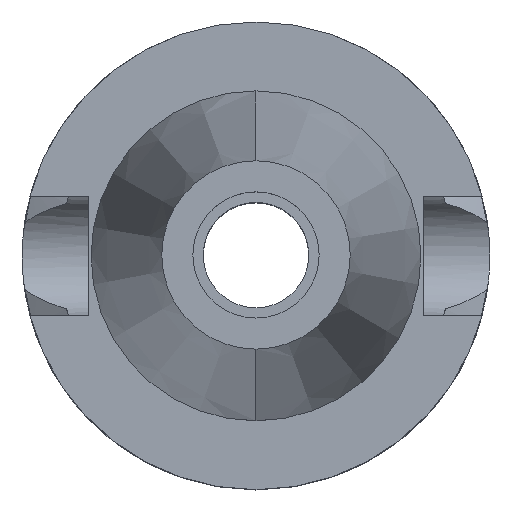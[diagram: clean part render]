
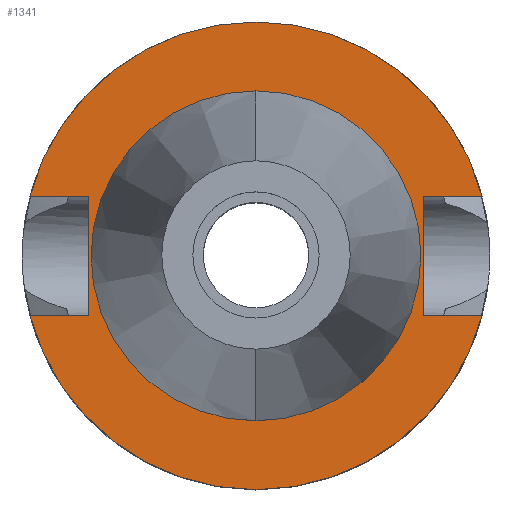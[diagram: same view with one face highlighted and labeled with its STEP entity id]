
A CAD part, top view. The second image highlights one B-rep face of the part: STEP entity #1341.
In plain terms, the highlighted planar face has unit normal (0, 0, 1).
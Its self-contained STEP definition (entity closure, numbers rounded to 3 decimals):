
#94=DIRECTION('',(0.,1.,0.));
#95=VECTOR('',#94,16.1);
#96=CARTESIAN_POINT('',(-22.5,-8.05,-1.));
#97=LINE('',#96,#95);
#101=DIRECTION('',(-1.,0.,0.));
#102=VECTOR('',#101,7.954);
#103=CARTESIAN_POINT('',(-22.5,8.05,-1.));
#104=LINE('',#103,#102);
#108=CARTESIAN_POINT('',(0.,0.,-1.));
#109=DIRECTION('',(0.,0.,-1.));
#110=DIRECTION('',(-0.967,0.256,0.));
#111=AXIS2_PLACEMENT_3D('',#108,#109,#110);
#116=CARTESIAN_POINT('',(0.,0.,-1.));
#117=DIRECTION('',(0.,0.,-1.));
#118=DIRECTION('',(0.,1.,0.));
#119=AXIS2_PLACEMENT_3D('',#116,#117,#118);
#124=DIRECTION('',(0.,-1.,0.));
#125=VECTOR('',#124,16.1);
#126=CARTESIAN_POINT('',(22.5,8.05,-1.));
#127=LINE('',#126,#125);
#131=DIRECTION('',(1.,0.,0.));
#132=VECTOR('',#131,7.954);
#133=CARTESIAN_POINT('',(22.5,-8.05,-1.));
#134=LINE('',#133,#132);
#138=CARTESIAN_POINT('',(0.,0.,-1.));
#139=DIRECTION('',(0.,0.,-1.));
#140=DIRECTION('',(0.967,-0.256,0.));
#141=AXIS2_PLACEMENT_3D('',#138,#139,#140);
#146=CARTESIAN_POINT('',(0.,0.,-1.));
#147=DIRECTION('',(0.,0.,-1.));
#148=DIRECTION('',(0.,-1.,0.));
#149=AXIS2_PLACEMENT_3D('',#146,#147,#148);
#154=CARTESIAN_POINT('',(0.,0.,-1.));
#155=DIRECTION('',(0.,0.,1.));
#156=DIRECTION('',(0.,-1.,0.));
#157=AXIS2_PLACEMENT_3D('',#154,#155,#156);
#162=CARTESIAN_POINT('',(0.,0.,-1.));
#163=DIRECTION('',(0.,0.,1.));
#164=DIRECTION('',(0.,1.,0.));
#165=AXIS2_PLACEMENT_3D('',#162,#163,#164);
#200=DIRECTION('',(-1.,0.,0.));
#201=VECTOR('',#200,7.954);
#202=CARTESIAN_POINT('',(-22.5,-8.05,-1.));
#203=LINE('',#202,#201);
#337=DIRECTION('',(1.,0.,0.));
#338=VECTOR('',#337,7.954);
#339=CARTESIAN_POINT('',(22.5,8.05,-1.));
#340=LINE('',#339,#338);
#1198=CARTESIAN_POINT('',(-22.5,-8.05,-1.));
#1199=VERTEX_POINT('',#1198);
#1200=CARTESIAN_POINT('',(-30.454,-8.05,-1.));
#1201=VERTEX_POINT('',#1200);
#1204=CARTESIAN_POINT('',(-22.5,8.05,-1.));
#1205=VERTEX_POINT('',#1204);
#1206=CARTESIAN_POINT('',(-30.454,8.05,-1.));
#1207=VERTEX_POINT('',#1206);
#1208=CARTESIAN_POINT('',(0.,31.5,-1.));
#1209=CARTESIAN_POINT('',(30.454,8.05,-1.));
#1210=VERTEX_POINT('',#1208);
#1211=VERTEX_POINT('',#1209);
#1212=CARTESIAN_POINT('',(22.5,8.05,-1.));
#1213=VERTEX_POINT('',#1212);
#1214=CARTESIAN_POINT('',(22.5,-8.05,-1.));
#1215=VERTEX_POINT('',#1214);
#1216=CARTESIAN_POINT('',(30.454,-8.05,-1.));
#1217=VERTEX_POINT('',#1216);
#1218=CARTESIAN_POINT('',(0.,-31.5,-1.));
#1219=VERTEX_POINT('',#1218);
#1220=CARTESIAN_POINT('',(0.,-22.225,-1.));
#1221=CARTESIAN_POINT('',(0.,22.225,-1.));
#1222=VERTEX_POINT('',#1220);
#1223=VERTEX_POINT('',#1221);
#1310=CARTESIAN_POINT('',(0.,0.,-1.));
#1311=DIRECTION('',(0.,0.,-1.));
#1312=DIRECTION('',(0.,-1.,0.));
#1313=AXIS2_PLACEMENT_3D('',#1310,#1311,#1312);
#1314=PLANE('',#1313);
#1316=ORIENTED_EDGE('',*,*,#1315,.T.);
#1318=ORIENTED_EDGE('',*,*,#1317,.T.);
#1320=ORIENTED_EDGE('',*,*,#1319,.T.);
#1322=ORIENTED_EDGE('',*,*,#1321,.T.);
#1324=ORIENTED_EDGE('',*,*,#1323,.F.);
#1326=ORIENTED_EDGE('',*,*,#1325,.T.);
#1328=ORIENTED_EDGE('',*,*,#1327,.T.);
#1330=ORIENTED_EDGE('',*,*,#1329,.T.);
#1332=ORIENTED_EDGE('',*,*,#1331,.T.);
#1334=ORIENTED_EDGE('',*,*,#1333,.F.);
#1335=EDGE_LOOP('',(#1316,#1318,#1320,#1322,#1324,#1326,#1328,#1330,#1332,
#1334));
#1336=FACE_OUTER_BOUND('',#1335,.F.);
#1337=ORIENTED_EDGE('',*,*,#1289,.T.);
#1338=ORIENTED_EDGE('',*,*,#1305,.T.);
#1339=EDGE_LOOP('',(#1337,#1338));
#1340=FACE_BOUND('',#1339,.F.);
#112=CIRCLE('',#111,31.5);
#120=CIRCLE('',#119,31.5);
#142=CIRCLE('',#141,31.5);
#150=CIRCLE('',#149,31.5);
#158=CIRCLE('',#157,22.225);
#166=CIRCLE('',#165,22.225);
#1289=EDGE_CURVE('',#1222,#1223,#158,.T.);
#1305=EDGE_CURVE('',#1223,#1222,#166,.T.);
#1315=EDGE_CURVE('',#1199,#1205,#97,.T.);
#1317=EDGE_CURVE('',#1205,#1207,#104,.T.);
#1319=EDGE_CURVE('',#1207,#1210,#112,.T.);
#1321=EDGE_CURVE('',#1210,#1211,#120,.T.);
#1323=EDGE_CURVE('',#1213,#1211,#340,.T.);
#1325=EDGE_CURVE('',#1213,#1215,#127,.T.);
#1327=EDGE_CURVE('',#1215,#1217,#134,.T.);
#1329=EDGE_CURVE('',#1217,#1219,#142,.T.);
#1331=EDGE_CURVE('',#1219,#1201,#150,.T.);
#1333=EDGE_CURVE('',#1199,#1201,#203,.T.);
#1341=ADVANCED_FACE('',(#1336,#1340),#1314,.F.);
